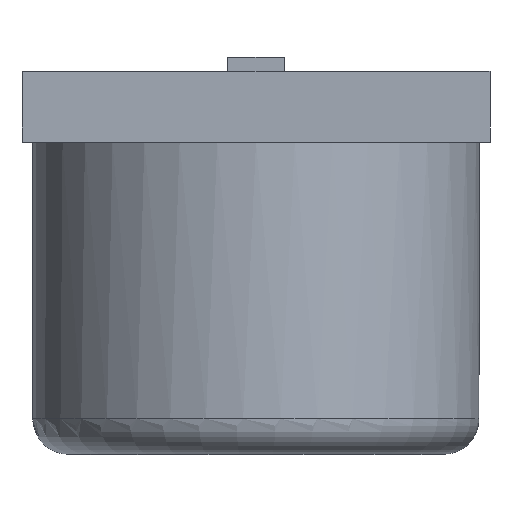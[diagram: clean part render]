
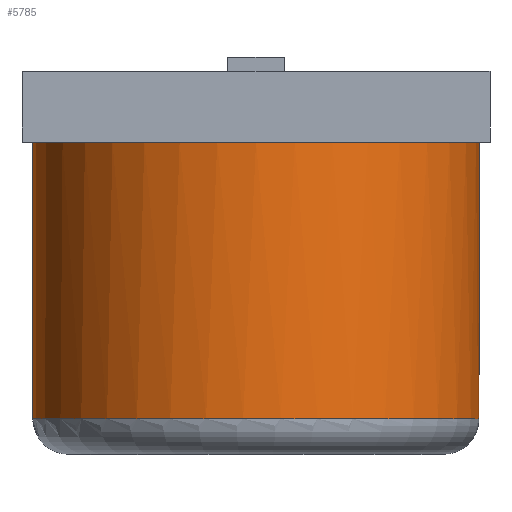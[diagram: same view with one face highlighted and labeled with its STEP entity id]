
A CAD part, front view. The second image highlights one B-rep face of the part: STEP entity #5785.
In plain terms, the highlighted cylindrical face has radius 3.15 mm (diameter 6.3 mm), a full revolution.
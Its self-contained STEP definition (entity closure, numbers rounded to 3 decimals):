
#405=CARTESIAN_POINT('',(0.622,3.088,-2.023));
#406=VERTEX_POINT('',#405);
#407=CARTESIAN_POINT('',(0.622,3.088,-1.862));
#408=VERTEX_POINT('',#407);
#409=CARTESIAN_POINT('',(0.622,3.088,-2.023));
#410=DIRECTION('',(0.0,0.0,1.0));
#411=VECTOR('',#410,0.162);
#412=LINE('',#409,#411);
#413=EDGE_CURVE('',#406,#408,#412,.T.);
#436=CARTESIAN_POINT('',(0.119,3.148,-2.023));
#437=VERTEX_POINT('',#436);
#438=CARTESIAN_POINT('',(0.,0.0,-2.023));
#439=DIRECTION('',(0.0,0.0,-1.0));
#440=DIRECTION('',(1.0,0.0,0.0));
#441=AXIS2_PLACEMENT_3D('',#438,#439,#440);
#442=CIRCLE('',#441,3.15);
#443=EDGE_CURVE('',#437,#406,#442,.T.);
#461=CARTESIAN_POINT('',(0.119,3.148,-2.531));
#462=VERTEX_POINT('',#461);
#463=CARTESIAN_POINT('',(0.119,3.148,-2.531));
#464=DIRECTION('',(0.0,0.0,1.0));
#465=VECTOR('',#464,0.508);
#466=LINE('',#463,#465);
#467=EDGE_CURVE('',#462,#437,#466,.T.);
#485=CARTESIAN_POINT('',(-0.049,3.15,-2.531));
#486=VERTEX_POINT('',#485);
#487=CARTESIAN_POINT('',(0.,0.0,-2.531));
#488=DIRECTION('',(0.0,0.0,-1.0));
#489=DIRECTION('',(1.0,0.0,0.0));
#490=AXIS2_PLACEMENT_3D('',#487,#488,#489);
#491=CIRCLE('',#490,3.15);
#492=EDGE_CURVE('',#486,#462,#491,.T.);
#510=CARTESIAN_POINT('',(-0.049,3.15,-2.023));
#511=VERTEX_POINT('',#510);
#512=CARTESIAN_POINT('',(-0.049,3.15,-2.023));
#513=DIRECTION('',(0.0,0.0,-1.0));
#514=VECTOR('',#513,0.508);
#515=LINE('',#512,#514);
#516=EDGE_CURVE('',#511,#486,#515,.T.);
#534=CARTESIAN_POINT('',(-0.554,3.101,-2.023));
#535=VERTEX_POINT('',#534);
#536=CARTESIAN_POINT('',(0.,0.0,-2.023));
#537=DIRECTION('',(0.0,0.0,-1.0));
#538=DIRECTION('',(1.0,0.0,0.0));
#539=AXIS2_PLACEMENT_3D('',#536,#537,#538);
#540=CIRCLE('',#539,3.15);
#541=EDGE_CURVE('',#535,#511,#540,.T.);
#559=CARTESIAN_POINT('',(-0.554,3.101,-1.862));
#560=VERTEX_POINT('',#559);
#561=CARTESIAN_POINT('',(-0.554,3.101,-1.862));
#562=DIRECTION('',(0.0,0.0,-1.0));
#563=VECTOR('',#562,0.162);
#564=LINE('',#561,#563);
#565=EDGE_CURVE('',#560,#535,#564,.T.);
#583=CARTESIAN_POINT('',(-0.049,3.15,-1.862));
#584=VERTEX_POINT('',#583);
#585=CARTESIAN_POINT('',(0.,0.0,-1.862));
#586=DIRECTION('',(0.0,0.0,1.0));
#587=DIRECTION('',(1.0,0.0,0.0));
#588=AXIS2_PLACEMENT_3D('',#585,#586,#587);
#589=CIRCLE('',#588,3.15);
#590=EDGE_CURVE('',#584,#560,#589,.T.);
#608=CARTESIAN_POINT('',(-0.049,3.15,-1.354));
#609=VERTEX_POINT('',#608);
#610=CARTESIAN_POINT('',(-0.049,3.15,-1.354));
#611=DIRECTION('',(0.0,0.0,-1.0));
#612=VECTOR('',#611,0.508);
#613=LINE('',#610,#612);
#614=EDGE_CURVE('',#609,#584,#613,.T.);
#632=CARTESIAN_POINT('',(0.119,3.148,-1.354));
#633=VERTEX_POINT('',#632);
#634=CARTESIAN_POINT('',(0.,0.0,-1.354));
#635=DIRECTION('',(0.0,0.0,1.0));
#636=DIRECTION('',(1.0,0.0,0.0));
#637=AXIS2_PLACEMENT_3D('',#634,#635,#636);
#638=CIRCLE('',#637,3.15);
#639=EDGE_CURVE('',#633,#609,#638,.T.);
#657=CARTESIAN_POINT('',(0.119,3.148,-1.862));
#658=VERTEX_POINT('',#657);
#659=CARTESIAN_POINT('',(0.119,3.148,-1.862));
#660=DIRECTION('',(0.0,0.0,1.0));
#661=VECTOR('',#660,0.508);
#662=LINE('',#659,#661);
#663=EDGE_CURVE('',#658,#633,#662,.T.);
#681=CARTESIAN_POINT('',(0.,0.0,-1.862));
#682=DIRECTION('',(0.0,0.0,1.0));
#683=DIRECTION('',(1.0,0.0,0.0));
#684=AXIS2_PLACEMENT_3D('',#681,#682,#683);
#685=CIRCLE('',#684,3.15);
#686=EDGE_CURVE('',#408,#658,#685,.T.);
#5740=CARTESIAN_POINT('',(-3.15,0.,-3.9));
#5741=VERTEX_POINT('',#5740);
#5742=CARTESIAN_POINT('',(0.,0.0,-3.9));
#5743=DIRECTION('',(0.0,0.0,-1.0));
#5744=DIRECTION('',(1.0,0.0,0.0));
#5745=AXIS2_PLACEMENT_3D('',#5742,#5743,#5744);
#5746=CIRCLE('',#5745,3.15);
#5747=EDGE_CURVE('',#5741,#5741,#5746,.T.);
#5752=CARTESIAN_POINT('',(0.,0.0,0.0));
#5753=DIRECTION('',(0.0,0.0,-1.0));
#5754=DIRECTION('',(1.0,0.0,0.0));
#5755=AXIS2_PLACEMENT_3D('',#5752,#5753,#5754);
#5756=CYLINDRICAL_SURFACE('',#5755,3.15);
#5757=CARTESIAN_POINT('',(-3.15,0.,0.0));
#5758=VERTEX_POINT('',#5757);
#5759=CARTESIAN_POINT('',(0.,0.0,0.0));
#5760=DIRECTION('',(0.0,0.0,1.0));
#5761=DIRECTION('',(1.0,0.0,0.0));
#5762=AXIS2_PLACEMENT_3D('',#5759,#5760,#5761);
#5763=CIRCLE('',#5762,3.15);
#5764=EDGE_CURVE('',#5758,#5758,#5763,.T.);
#5765=ORIENTED_EDGE('',*,*,#5764,.F.);
#5766=EDGE_LOOP('',(#5765));
#5767=FACE_OUTER_BOUND('',#5766,.T.);
#5768=ORIENTED_EDGE('',*,*,#413,.T.);
#5769=ORIENTED_EDGE('',*,*,#686,.T.);
#5770=ORIENTED_EDGE('',*,*,#663,.T.);
#5771=ORIENTED_EDGE('',*,*,#639,.T.);
#5772=ORIENTED_EDGE('',*,*,#614,.T.);
#5773=ORIENTED_EDGE('',*,*,#590,.T.);
#5774=ORIENTED_EDGE('',*,*,#565,.T.);
#5775=ORIENTED_EDGE('',*,*,#541,.T.);
#5776=ORIENTED_EDGE('',*,*,#516,.T.);
#5777=ORIENTED_EDGE('',*,*,#492,.T.);
#5778=ORIENTED_EDGE('',*,*,#467,.T.);
#5779=ORIENTED_EDGE('',*,*,#443,.T.);
#5780=EDGE_LOOP('',(#5768,#5769,#5770,#5771,#5772,#5773,#5774,#5775,#5776,#5777,#5778,#5779));
#5781=FACE_BOUND('',#5780,.T.);
#5782=ORIENTED_EDGE('',*,*,#5747,.F.);
#5783=EDGE_LOOP('',(#5782));
#5784=FACE_BOUND('',#5783,.T.);
#5785=ADVANCED_FACE('',(#5767,#5781,#5784),#5756,.T.);
